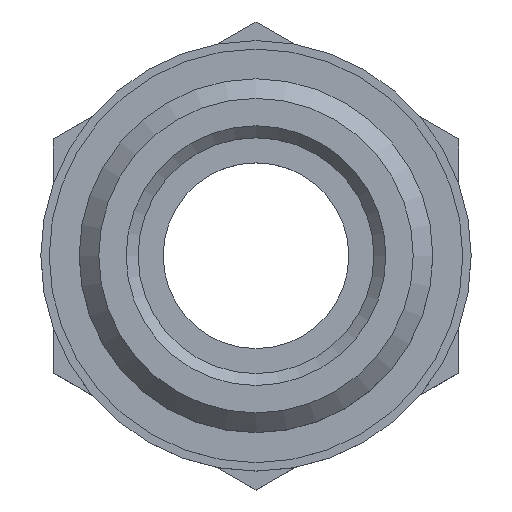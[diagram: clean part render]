
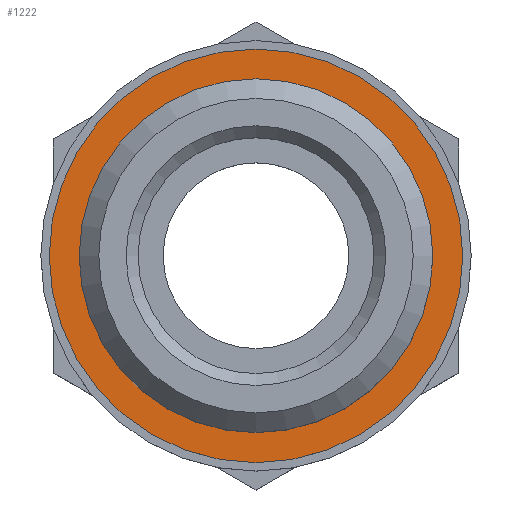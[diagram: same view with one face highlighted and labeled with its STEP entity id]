
A CAD part, top view. The second image highlights one B-rep face of the part: STEP entity #1222.
In plain terms, the highlighted planar face has unit normal (0, 0, 1).
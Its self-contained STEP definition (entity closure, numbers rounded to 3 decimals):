
#189=ORIENTED_EDGE('',*,*,#371,.F.);
#190=ORIENTED_EDGE('',*,*,#370,.T.);
#370=EDGE_CURVE('',#466,#466,#532,.T.);
#371=EDGE_CURVE('',#467,#467,#533,.T.);
#466=VERTEX_POINT('',#1775);
#467=VERTEX_POINT('',#1778);
#532=CIRCLE('',#1318,10.478);
#533=CIRCLE('',#1320,12.25);
#598=EDGE_LOOP('',(#189));
#599=EDGE_LOOP('',(#190));
#690=FACE_BOUND('',#598,.T.);
#691=FACE_BOUND('',#599,.T.);
#746=PLANE('',#1319);
#1222=ADVANCED_FACE('',(#690,#691),#746,.F.);
#1318=AXIS2_PLACEMENT_3D('',#1774,#1489,#1490);
#1319=AXIS2_PLACEMENT_3D('',#1776,#1491,#1492);
#1320=AXIS2_PLACEMENT_3D('',#1777,#1493,#1494);
#1489=DIRECTION('',(0.,0.,-1.));
#1490=DIRECTION('',(-1.,0.,0.));
#1491=DIRECTION('',(0.,0.,-1.));
#1492=DIRECTION('',(-1.,0.,0.));
#1493=DIRECTION('',(0.,0.,-1.));
#1494=DIRECTION('',(-1.,0.,0.));
#1774=CARTESIAN_POINT('',(0.,0.,0.));
#1775=CARTESIAN_POINT('',(-10.478,0.,0.));
#1776=CARTESIAN_POINT('',(0.,0.,0.));
#1777=CARTESIAN_POINT('',(0.,0.,0.));
#1778=CARTESIAN_POINT('',(-12.25,0.,0.));
